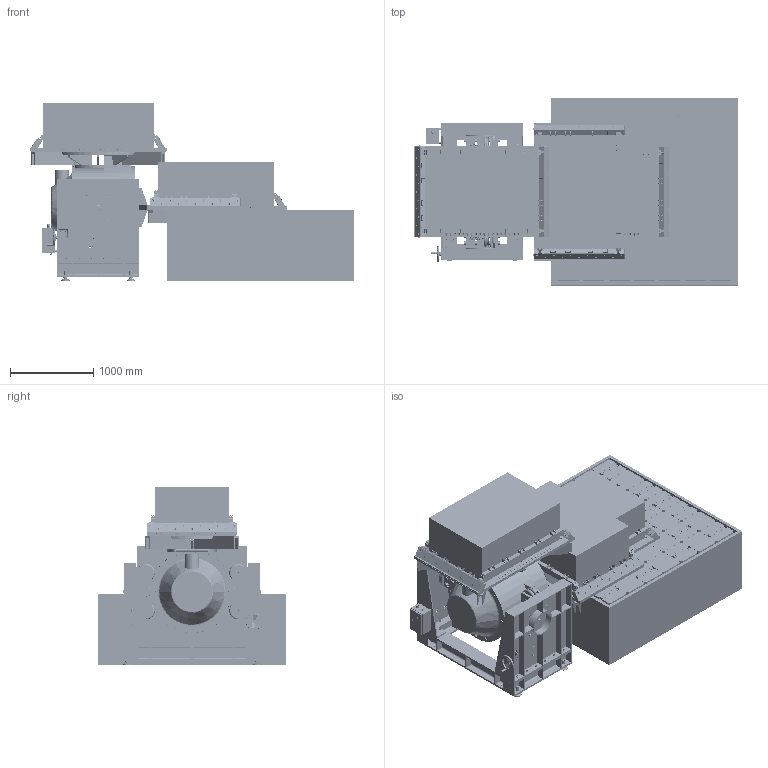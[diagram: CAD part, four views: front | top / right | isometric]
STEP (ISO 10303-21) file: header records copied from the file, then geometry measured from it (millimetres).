
FILE_DESCRIPTION(('CATIA V5 STEP Exchange','CAx-IF Rec.Pracs.--- Model Styling and Organization---1.5--- 2016-08-15','CAx-IF Rec.Pracs.---Supplemental Geometry---1.0---2011-11-01','CAx-IF Rec.Pracs.--- Composite Materials ---1.1---2010-07-15'),'2;1');
FILE_NAME('UTTPS_vibrations.stp','2022-11-03T12:16:06+00:00',('none'),('none'),'CATIA Version 5-6 Release 2021 SP4','CATIA V5 STEP AP214 Edition 3 v2','none');
FILE_SCHEMA(('AUTOMOTIVE_DESIGN { 1 0 10303 214 3 1 1 1 }'));
Products named in the file (27): Shaker_Assy; Shaker_TIRA; StaticStructure; AirControl_Box; ShakerBody; ShakerExpander; VibeTable_assy; VibeTable; VibeTable_bearings_assy; VibeTable_Bearing; VibeTabe_Oil; VIBE_TABLE_UTTPS_ASM; VIBE_TABLE_UTTPS_MAIN; BAG_ADAPTER_PLATE_revD; OUTRIGGER; VF_ORB_MAIN_BEAM1_assy; VF_ORB_MAIN_BEAM_2; STRAP_CLEAT2; VF_ORB_MAIN_BEAM2_assy; VF_ORB_MAIN_BEAM; CYGNUS_BEAM1_assy; CYGNUS_BEAM_B; PIN_BOSS; BRACE_BRACKET; CYGNUS_BEAM2_assy; UTTPS_M03; DriverBar
Assembly tree (98 placements, depth 5):
  Shaker_Assy
    Shaker_TIRA
      StaticStructure
      AirControl_Box
      ShakerBody
    ShakerExpander
    VibeTable_assy
      VibeTable
      VibeTable_bearings_assy
        VibeTable_Bearing  x27
        VibeTabe_Oil  x22
    VIBE_TABLE_UTTPS_ASM  x3
      VIBE_TABLE_UTTPS_MAIN
        BAG_ADAPTER_PLATE_revD
        OUTRIGGER  x4
        VF_ORB_MAIN_BEAM1_assy
          VF_ORB_MAIN_BEAM_2
          STRAP_CLEAT2  x4
        VF_ORB_MAIN_BEAM2_assy
          VF_ORB_MAIN_BEAM
          STRAP_CLEAT2  x4
        CYGNUS_BEAM1_assy
          CYGNUS_BEAM_B
          STRAP_CLEAT2  x5
          PIN_BOSS
          BRACE_BRACKET
        CYGNUS_BEAM2_assy
          CYGNUS_BEAM_B
          BRACE_BRACKET
          PIN_BOSS
          STRAP_CLEAT2  x5
        UTTPS_M03
    DriverBar
Bounding box: 3910.83 x 2251.6 x 2132.83 mm (x, y, z)
Volume: 6623720568.3 mm3; surface area: 101128135.5 mm2
Topology: 148 solids, 604 shells, 8459 faces, 25139 edges, 17767 vertices
Faces by surface type: cylinder 4618, plane 3224, cone 386, bspline 136, torus 68, sphere 27
Entity records: 159431 total; most frequent: CARTESIAN_POINT 73695, ORIENTED_EDGE 16365, DIRECTION 12413, EDGE_CURVE 10839, VERTEX_POINT 8558, AXIS2_PLACEMENT_3D 5938, EDGE_LOOP 4384, VECTOR 4156
